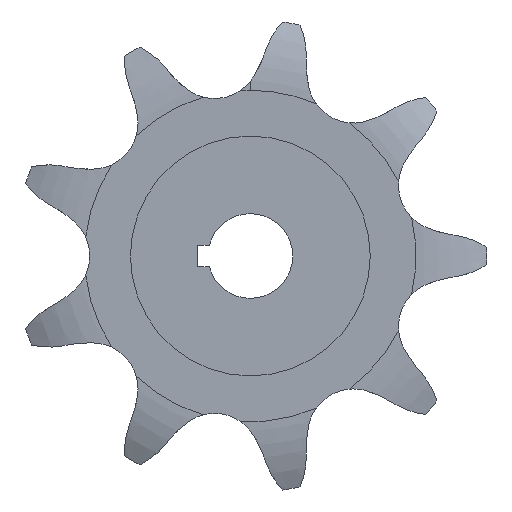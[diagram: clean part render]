
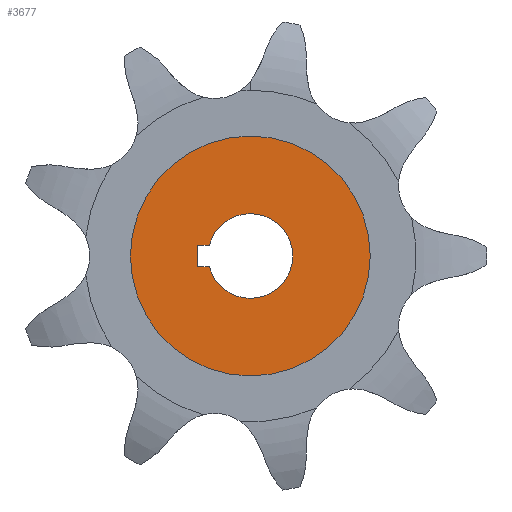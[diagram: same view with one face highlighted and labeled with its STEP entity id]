
A CAD part, left-side view. The second image highlights one B-rep face of the part: STEP entity #3677.
In plain terms, the highlighted planar face has unit normal (-1, 0, 0).
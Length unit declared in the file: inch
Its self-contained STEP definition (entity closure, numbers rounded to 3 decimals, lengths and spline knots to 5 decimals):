
#31 = DIRECTION ( 'NONE',  ( 0., 0., 1. ) ) ;
#45 = DIRECTION ( 'NONE',  ( 0., 0., 1. ) ) ;
#124 = ORIENTED_EDGE ( 'NONE', *, *, #1131, .T. ) ;
#309 = CARTESIAN_POINT ( 'NONE',  ( -0.40725, 0., -0.53109 ) ) ;
#321 = CARTESIAN_POINT ( 'NONE',  ( -0.40725, 0., -0.1875 ) ) ;
#499 = CIRCLE ( 'NONE', #3498, 0.1875 ) ;
#511 = CARTESIAN_POINT ( 'NONE',  ( -0.40725, 0.18154, 0.0469 ) ) ;
#519 = DIRECTION ( 'NONE',  ( 1., 0., 0. ) ) ;
#539 = EDGE_CURVE ( 'NONE', #2822, #2097, #1919, .T. ) ;
#652 = CIRCLE ( 'NONE', #3503, 0.1875 ) ;
#666 = VECTOR ( 'NONE', #2369, 39.37008 ) ;
#695 = LINE ( 'NONE', #3875, #666 ) ;
#837 = VERTEX_POINT ( 'NONE', #309 ) ;
#846 = PLANE ( 'NONE',  #3224 ) ;
#854 = VERTEX_POINT ( 'NONE', #321 ) ;
#910 = ORIENTED_EDGE ( 'NONE', *, *, #2245, .T. ) ;
#952 = VERTEX_POINT ( 'NONE', #511 ) ;
#994 = ORIENTED_EDGE ( 'NONE', *, *, #3516, .T. ) ;
#1022 = ORIENTED_EDGE ( 'NONE', *, *, #3968, .T. ) ;
#1119 = DIRECTION ( 'NONE',  ( 1., 0., 0. ) ) ;
#1131 = EDGE_CURVE ( 'NONE', #837, #1134, #1472, .T. ) ;
#1134 = VERTEX_POINT ( 'NONE', #3036 ) ;
#1168 = CARTESIAN_POINT ( 'NONE',  ( -0.40725, 0., 0.0469 ) ) ;
#1232 = EDGE_CURVE ( 'NONE', #952, #2528, #1421, .T. ) ;
#1234 = ORIENTED_EDGE ( 'NONE', *, *, #2507, .T. ) ;
#1254 = CARTESIAN_POINT ( 'NONE',  ( -0.40725, 0.18154, -0.0469 ) ) ;
#1299 = AXIS2_PLACEMENT_3D ( 'NONE', #2980, #3262, #1653 ) ;
#1421 = CIRCLE ( 'NONE', #3840, 0.1875 ) ;
#1472 = CIRCLE ( 'NONE', #1299, 0.53109 ) ;
#1501 = DIRECTION ( 'NONE',  ( 0., -1., 0. ) ) ;
#1591 = ORIENTED_EDGE ( 'NONE', *, *, #539, .T. ) ;
#1653 = DIRECTION ( 'NONE',  ( 0., 0., 1. ) ) ;
#1812 = DIRECTION ( 'NONE',  ( 0., 0., 1. ) ) ;
#1887 = CIRCLE ( 'NONE', #3264, 0.53109 ) ;
#1899 = VECTOR ( 'NONE', #2032, 39.37008 ) ;
#1919 = LINE ( 'NONE', #1994, #1899 ) ;
#1959 = FACE_OUTER_BOUND ( 'NONE', #2757, .T. ) ;
#1964 = DIRECTION ( 'NONE',  ( -1., 0., 0. ) ) ;
#1974 = DIRECTION ( 'NONE',  ( 1., 0., 0. ) ) ;
#1994 = CARTESIAN_POINT ( 'NONE',  ( -0.40725, 0., -0.0469 ) ) ;
#2008 = ORIENTED_EDGE ( 'NONE', *, *, #2387, .T. ) ;
#2032 = DIRECTION ( 'NONE',  ( 0., 1., 0. ) ) ;
#2095 = ORIENTED_EDGE ( 'NONE', *, *, #1232, .T. ) ;
#2097 = VERTEX_POINT ( 'NONE', #3948 ) ;
#2245 = EDGE_CURVE ( 'NONE', #2097, #2891, #695, .T. ) ;
#2269 = CARTESIAN_POINT ( 'NONE',  ( -0.40725, 0.2344, 0.0469 ) ) ;
#2369 = DIRECTION ( 'NONE',  ( 0., 0., 1. ) ) ;
#2373 = CARTESIAN_POINT ( 'NONE',  ( -0.40725, 0., 0.1875 ) ) ;
#2387 = EDGE_CURVE ( 'NONE', #854, #2822, #652, .T. ) ;
#2480 = DIRECTION ( 'NONE',  ( 0., 0., 1. ) ) ;
#2507 = EDGE_CURVE ( 'NONE', #2528, #854, #499, .T. ) ;
#2528 = VERTEX_POINT ( 'NONE', #2373 ) ;
#2710 = CARTESIAN_POINT ( 'NONE',  ( -0.40725, 0., 0. ) ) ;
#2757 = EDGE_LOOP ( 'NONE', ( #124, #994 ) ) ;
#2822 = VERTEX_POINT ( 'NONE', #1254 ) ;
#2866 = CARTESIAN_POINT ( 'NONE',  ( -0.40725, 0., 0. ) ) ;
#2891 = VERTEX_POINT ( 'NONE', #2269 ) ;
#2909 = CARTESIAN_POINT ( 'NONE',  ( -0.40725, 0., 0. ) ) ;
#2927 = EDGE_LOOP ( 'NONE', ( #2095, #1234, #2008, #1591, #910, #1022 ) ) ;
#2980 = CARTESIAN_POINT ( 'NONE',  ( -0.40725, 0., 0. ) ) ;
#3036 = CARTESIAN_POINT ( 'NONE',  ( -0.40725, 0., 0.53109 ) ) ;
#3160 = DIRECTION ( 'NONE',  ( 0., 0., 1. ) ) ;
#3224 = AXIS2_PLACEMENT_3D ( 'NONE', #2909, #3581, #1812 ) ;
#3262 = DIRECTION ( 'NONE',  ( -1., 0., 0. ) ) ;
#3264 = AXIS2_PLACEMENT_3D ( 'NONE', #3740, #1964, #31 ) ;
#3498 = AXIS2_PLACEMENT_3D ( 'NONE', #2866, #1119, #3160 ) ;
#3503 = AXIS2_PLACEMENT_3D ( 'NONE', #3747, #1974, #45 ) ;
#3516 = EDGE_CURVE ( 'NONE', #1134, #837, #1887, .T. ) ;
#3581 = DIRECTION ( 'NONE',  ( -1., 0., 0. ) ) ;
#3583 = VECTOR ( 'NONE', #1501, 39.37008 ) ;
#3617 = LINE ( 'NONE', #1168, #3583 ) ;
#3677 = ADVANCED_FACE ( 'NONE', ( #1959, #3912 ), #846, .T. ) ;
#3740 = CARTESIAN_POINT ( 'NONE',  ( -0.40725, 0., 0. ) ) ;
#3747 = CARTESIAN_POINT ( 'NONE',  ( -0.40725, 0., 0. ) ) ;
#3840 = AXIS2_PLACEMENT_3D ( 'NONE', #2710, #519, #2480 ) ;
#3875 = CARTESIAN_POINT ( 'NONE',  ( -0.40725, 0.2344, 0. ) ) ;
#3912 = FACE_BOUND ( 'NONE', #2927, .T. ) ;
#3948 = CARTESIAN_POINT ( 'NONE',  ( -0.40725, 0.2344, -0.0469 ) ) ;
#3968 = EDGE_CURVE ( 'NONE', #2891, #952, #3617, .T. ) ;
